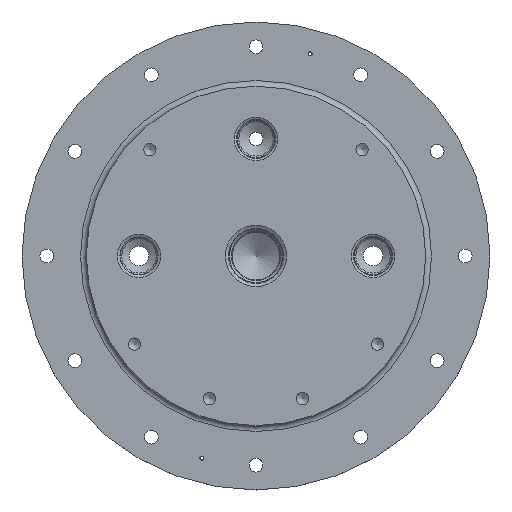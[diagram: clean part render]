
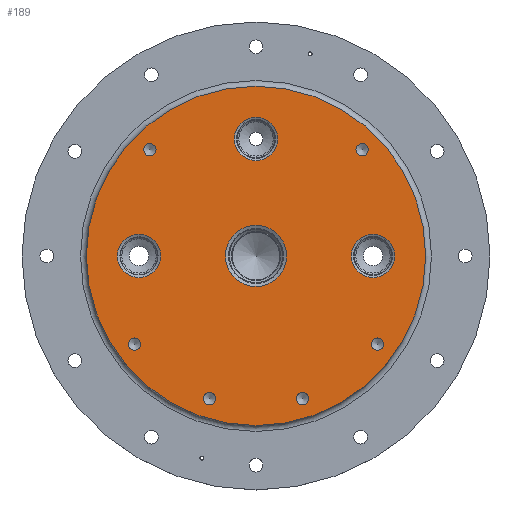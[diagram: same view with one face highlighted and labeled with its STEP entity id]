
A CAD part, top view. The second image highlights one B-rep face of the part: STEP entity #189.
In plain terms, the highlighted planar face has unit normal (0, 0, 1).
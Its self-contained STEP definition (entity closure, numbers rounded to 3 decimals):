
#65=PLANE('',#2059);
#189=ADVANCED_FACE('',(#489,#490,#491,#492,#493,#494,#495,#496,#497,#498,
#499),#65,.T.);
#489=FACE_BOUND('',#873,.T.);
#490=FACE_BOUND('',#874,.T.);
#491=FACE_BOUND('',#875,.T.);
#492=FACE_BOUND('',#876,.T.);
#493=FACE_BOUND('',#877,.T.);
#494=FACE_BOUND('',#878,.T.);
#495=FACE_BOUND('',#879,.T.);
#496=FACE_BOUND('',#880,.T.);
#497=FACE_BOUND('',#881,.T.);
#498=FACE_BOUND('',#882,.T.);
#499=FACE_BOUND('',#883,.T.);
#873=EDGE_LOOP('',(#1251));
#874=EDGE_LOOP('',(#1252));
#875=EDGE_LOOP('',(#1253));
#876=EDGE_LOOP('',(#1254));
#877=EDGE_LOOP('',(#1255));
#878=EDGE_LOOP('',(#1256));
#879=EDGE_LOOP('',(#1257));
#880=EDGE_LOOP('',(#1258));
#881=EDGE_LOOP('',(#1259));
#882=EDGE_LOOP('',(#1260));
#883=EDGE_LOOP('',(#1261));
#1251=ORIENTED_EDGE('',*,*,#1817,.T.);
#1252=ORIENTED_EDGE('',*,*,#1818,.T.);
#1253=ORIENTED_EDGE('',*,*,#1819,.T.);
#1254=ORIENTED_EDGE('',*,*,#1820,.T.);
#1255=ORIENTED_EDGE('',*,*,#1821,.T.);
#1256=ORIENTED_EDGE('',*,*,#1822,.T.);
#1257=ORIENTED_EDGE('',*,*,#1823,.T.);
#1258=ORIENTED_EDGE('',*,*,#1824,.T.);
#1259=ORIENTED_EDGE('',*,*,#1825,.T.);
#1260=ORIENTED_EDGE('',*,*,#1826,.T.);
#1261=ORIENTED_EDGE('',*,*,#1816,.F.);
#1620=VERTEX_POINT('',#5777);
#1621=VERTEX_POINT('',#5780);
#1622=VERTEX_POINT('',#5782);
#1623=VERTEX_POINT('',#5784);
#1624=VERTEX_POINT('',#5786);
#1625=VERTEX_POINT('',#5788);
#1626=VERTEX_POINT('',#5790);
#1627=VERTEX_POINT('',#5792);
#1628=VERTEX_POINT('',#5794);
#1629=VERTEX_POINT('',#5796);
#1630=VERTEX_POINT('',#5798);
#1816=EDGE_CURVE('',#1620,#1620,#1953,.T.);
#1817=EDGE_CURVE('',#1621,#1621,#1954,.T.);
#1818=EDGE_CURVE('',#1622,#1622,#1955,.T.);
#1819=EDGE_CURVE('',#1623,#1623,#1956,.T.);
#1820=EDGE_CURVE('',#1624,#1624,#1957,.T.);
#1821=EDGE_CURVE('',#1625,#1625,#1958,.T.);
#1822=EDGE_CURVE('',#1626,#1626,#1959,.T.);
#1823=EDGE_CURVE('',#1627,#1627,#1960,.T.);
#1824=EDGE_CURVE('',#1628,#1628,#1961,.T.);
#1825=EDGE_CURVE('',#1629,#1629,#1962,.T.);
#1826=EDGE_CURVE('',#1630,#1630,#1963,.T.);
#1953=CIRCLE('',#2047,87.);
#1954=CIRCLE('',#2049,3.175);
#1955=CIRCLE('',#2050,3.175);
#1956=CIRCLE('',#2051,3.175);
#1957=CIRCLE('',#2052,3.175);
#1958=CIRCLE('',#2053,3.175);
#1959=CIRCLE('',#2054,3.175);
#1960=CIRCLE('',#2055,11.113);
#1961=CIRCLE('',#2056,11.113);
#1962=CIRCLE('',#2057,11.113);
#1963=CIRCLE('',#2058,15.672);
#2047=AXIS2_PLACEMENT_3D('',#5776,#2303,#2304);
#2049=AXIS2_PLACEMENT_3D('',#5779,#2307,#2308);
#2050=AXIS2_PLACEMENT_3D('',#5781,#2309,#2310);
#2051=AXIS2_PLACEMENT_3D('',#5783,#2311,#2312);
#2052=AXIS2_PLACEMENT_3D('',#5785,#2313,#2314);
#2053=AXIS2_PLACEMENT_3D('',#5787,#2315,#2316);
#2054=AXIS2_PLACEMENT_3D('',#5789,#2317,#2318);
#2055=AXIS2_PLACEMENT_3D('',#5791,#2319,#2320);
#2056=AXIS2_PLACEMENT_3D('',#5793,#2321,#2322);
#2057=AXIS2_PLACEMENT_3D('',#5795,#2323,#2324);
#2058=AXIS2_PLACEMENT_3D('',#5797,#2325,#2326);
#2059=AXIS2_PLACEMENT_3D('',#5799,#2327,#2328);
#2303=DIRECTION('',(0.,0.,-1.));
#2304=DIRECTION('',(-1.,0.,0.));
#2307=DIRECTION('',(0.,0.,-1.));
#2308=DIRECTION('',(-1.,0.,0.));
#2309=DIRECTION('',(0.,0.,-1.));
#2310=DIRECTION('',(-1.,0.,0.));
#2311=DIRECTION('',(0.,0.,-1.));
#2312=DIRECTION('',(-1.,0.,0.));
#2313=DIRECTION('',(0.,0.,-1.));
#2314=DIRECTION('',(-1.,0.,0.));
#2315=DIRECTION('',(0.,0.,-1.));
#2316=DIRECTION('',(-1.,0.,0.));
#2317=DIRECTION('',(0.,0.,-1.));
#2318=DIRECTION('',(-1.,0.,0.));
#2319=DIRECTION('',(0.,0.,-1.));
#2320=DIRECTION('',(0.,-1.,0.));
#2321=DIRECTION('',(0.,0.,-1.));
#2322=DIRECTION('',(1.,0.,0.));
#2323=DIRECTION('',(0.,0.,-1.));
#2324=DIRECTION('',(-1.,0.,0.));
#2325=DIRECTION('',(0.,0.,-1.));
#2326=DIRECTION('',(-1.,0.,0.));
#2327=DIRECTION('',(0.,0.,1.));
#2328=DIRECTION('',(1.,0.,0.));
#5776=CARTESIAN_POINT('',(0.,0.,0.));
#5777=CARTESIAN_POINT('',(-87.,0.,0.));
#5779=CARTESIAN_POINT('',(54.447,54.447,0.));
#5780=CARTESIAN_POINT('',(51.272,54.447,0.));
#5781=CARTESIAN_POINT('',(-54.447,54.447,0.));
#5782=CARTESIAN_POINT('',(-57.622,54.447,0.));
#5783=CARTESIAN_POINT('',(-62.294,-45.259,0.));
#5784=CARTESIAN_POINT('',(-65.469,-45.259,0.));
#5785=CARTESIAN_POINT('',(62.294,-45.259,0.));
#5786=CARTESIAN_POINT('',(59.119,-45.259,0.));
#5787=CARTESIAN_POINT('',(23.794,-73.231,0.));
#5788=CARTESIAN_POINT('',(20.619,-73.231,0.));
#5789=CARTESIAN_POINT('',(-23.794,-73.231,0.));
#5790=CARTESIAN_POINT('',(-26.969,-73.231,0.));
#5791=CARTESIAN_POINT('',(0.,60.,0.));
#5792=CARTESIAN_POINT('',(0.,48.888,0.));
#5793=CARTESIAN_POINT('',(-60.,0.,0.));
#5794=CARTESIAN_POINT('',(-48.888,0.,0.));
#5795=CARTESIAN_POINT('',(60.,0.,0.));
#5796=CARTESIAN_POINT('',(48.888,0.,0.));
#5797=CARTESIAN_POINT('',(0.,0.,0.));
#5798=CARTESIAN_POINT('',(-15.672,0.,0.));
#5799=CARTESIAN_POINT('',(87.,0.,0.));
